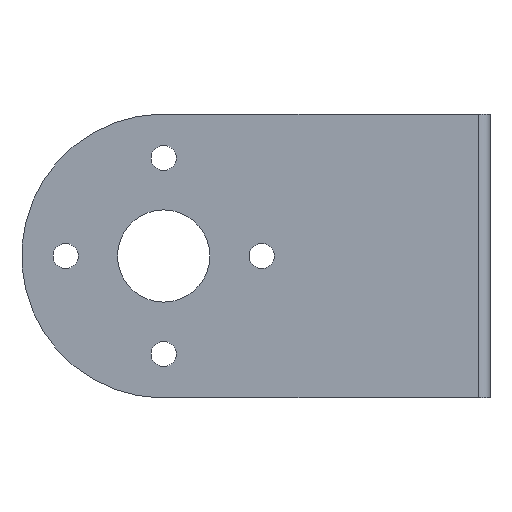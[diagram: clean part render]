
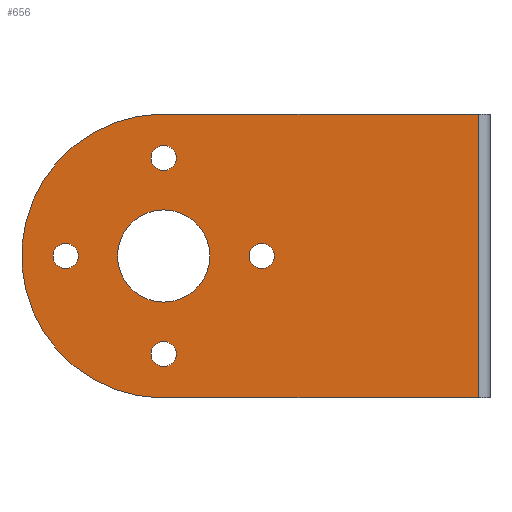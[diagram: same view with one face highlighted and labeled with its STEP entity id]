
A CAD part, left-side view. The second image highlights one B-rep face of the part: STEP entity #656.
In plain terms, the highlighted planar face has unit normal (-1, 0, 0).
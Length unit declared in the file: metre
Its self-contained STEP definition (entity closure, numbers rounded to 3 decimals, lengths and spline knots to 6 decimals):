
#38=FACE_BOUND('',#103,.T.);
#39=FACE_BOUND('',#104,.T.);
#40=FACE_BOUND('',#105,.T.);
#41=FACE_BOUND('',#106,.T.);
#42=FACE_BOUND('',#107,.T.);
#69=FACE_OUTER_BOUND('',#102,.T.);
#102=EDGE_LOOP('',(#471,#472,#473,#474,#475,#476));
#103=EDGE_LOOP('',(#477));
#104=EDGE_LOOP('',(#478));
#105=EDGE_LOOP('',(#479));
#106=EDGE_LOOP('',(#480));
#107=EDGE_LOOP('',(#481));
#168=CIRCLE('',#708,0.01231);
#169=CIRCLE('',#709,0.01231);
#170=CIRCLE('',#710,0.00109);
#171=CIRCLE('',#711,0.00109);
#172=CIRCLE('',#712,0.00109);
#173=CIRCLE('',#713,0.00109);
#174=CIRCLE('',#714,0.004);
#217=LINE('',#1012,#264);
#218=LINE('',#1018,#265);
#219=LINE('',#1022,#266);
#220=LINE('',#1023,#267);
#264=VECTOR('',#798,1.);
#265=VECTOR('',#805,1.);
#266=VECTOR('',#808,1.);
#267=VECTOR('',#809,1.);
#314=VERTEX_POINT('',#1009);
#315=VERTEX_POINT('',#1011);
#316=VERTEX_POINT('',#1015);
#317=VERTEX_POINT('',#1017);
#318=VERTEX_POINT('',#1019);
#319=VERTEX_POINT('',#1021);
#320=VERTEX_POINT('',#1024);
#321=VERTEX_POINT('',#1026);
#322=VERTEX_POINT('',#1028);
#323=VERTEX_POINT('',#1030);
#324=VERTEX_POINT('',#1032);
#376=EDGE_CURVE('',#314,#315,#217,.T.);
#378=EDGE_CURVE('',#314,#316,#168,.T.);
#379=EDGE_CURVE('',#317,#316,#218,.T.);
#380=EDGE_CURVE('',#317,#318,#169,.T.);
#381=EDGE_CURVE('',#318,#319,#219,.T.);
#382=EDGE_CURVE('',#319,#315,#220,.F.);
#383=EDGE_CURVE('',#320,#320,#170,.T.);
#384=EDGE_CURVE('',#321,#321,#171,.T.);
#385=EDGE_CURVE('',#322,#322,#172,.T.);
#386=EDGE_CURVE('',#323,#323,#173,.T.);
#387=EDGE_CURVE('',#324,#324,#174,.T.);
#471=ORIENTED_EDGE('',*,*,#378,.T.);
#472=ORIENTED_EDGE('',*,*,#379,.F.);
#473=ORIENTED_EDGE('',*,*,#380,.T.);
#474=ORIENTED_EDGE('',*,*,#381,.T.);
#475=ORIENTED_EDGE('',*,*,#382,.T.);
#476=ORIENTED_EDGE('',*,*,#376,.F.);
#477=ORIENTED_EDGE('',*,*,#383,.F.);
#478=ORIENTED_EDGE('',*,*,#384,.F.);
#479=ORIENTED_EDGE('',*,*,#385,.F.);
#480=ORIENTED_EDGE('',*,*,#386,.F.);
#481=ORIENTED_EDGE('',*,*,#387,.F.);
#646=PLANE('',#707);
#656=ADVANCED_FACE('',(#69,#38,#39,#40,#41,#42),#646,.F.);
#707=AXIS2_PLACEMENT_3D('',#1014,#801,#802);
#708=AXIS2_PLACEMENT_3D('',#1016,#803,#804);
#709=AXIS2_PLACEMENT_3D('',#1020,#806,#807);
#710=AXIS2_PLACEMENT_3D('',#1025,#810,#811);
#711=AXIS2_PLACEMENT_3D('',#1027,#812,#813);
#712=AXIS2_PLACEMENT_3D('',#1029,#814,#815);
#713=AXIS2_PLACEMENT_3D('',#1031,#816,#817);
#714=AXIS2_PLACEMENT_3D('',#1033,#818,#819);
#798=DIRECTION('',(0.,-1.,0.));
#801=DIRECTION('center_axis',(1.,0.,0.));
#802=DIRECTION('ref_axis',(0.,1.,0.));
#803=DIRECTION('center_axis',(-1.,0.,0.));
#804=DIRECTION('ref_axis',(0.,0.,1.));
#805=DIRECTION('',(0.,0.,1.));
#806=DIRECTION('center_axis',(-1.,0.,0.));
#807=DIRECTION('ref_axis',(0.,0.,1.));
#808=DIRECTION('',(0.,-1.,0.));
#809=DIRECTION('',(0.,0.,-1.));
#810=DIRECTION('center_axis',(-1.,0.,0.));
#811=DIRECTION('ref_axis',(0.,0.,-1.));
#812=DIRECTION('center_axis',(-1.,0.,0.));
#813=DIRECTION('ref_axis',(0.,1.,0.));
#814=DIRECTION('center_axis',(-1.,0.,0.));
#815=DIRECTION('ref_axis',(0.,0.,1.));
#816=DIRECTION('center_axis',(-1.,0.,0.));
#817=DIRECTION('ref_axis',(0.,-1.,0.));
#818=DIRECTION('center_axis',(-1.,0.,0.));
#819=DIRECTION('ref_axis',(0.,0.,1.));
#1009=CARTESIAN_POINT('',(-0.026125,0.028631,0.02461));
#1011=CARTESIAN_POINT('',(-0.026125,0.001,0.02461));
#1012=CARTESIAN_POINT('',(-0.026125,0.05834,0.02461));
#1014=CARTESIAN_POINT('Origin',(-0.026125,0.05834,0.02461));
#1015=CARTESIAN_POINT('',(-0.026125,0.04056,0.013164));
#1016=CARTESIAN_POINT('Origin',(-0.026125,0.02828,0.012305));
#1017=CARTESIAN_POINT('',(-0.026125,0.04056,0.011446));
#1018=CARTESIAN_POINT('',(-0.026125,0.04056,0.));
#1019=CARTESIAN_POINT('',(-0.026125,0.028631,0.));
#1020=CARTESIAN_POINT('Origin',(-0.026125,0.02828,0.012305));
#1021=CARTESIAN_POINT('',(-0.026125,0.001,0.));
#1022=CARTESIAN_POINT('',(-0.026125,0.05834,0.));
#1023=CARTESIAN_POINT('',(-0.026125,0.001,0.02461));
#1024=CARTESIAN_POINT('',(-0.026125,0.02828,0.021895));
#1025=CARTESIAN_POINT('Origin',(-0.026125,0.02828,0.020805));
#1026=CARTESIAN_POINT('',(-0.026125,0.01869,0.012305));
#1027=CARTESIAN_POINT('Origin',(-0.026125,0.01978,0.012305));
#1028=CARTESIAN_POINT('',(-0.026125,0.02828,0.002715));
#1029=CARTESIAN_POINT('Origin',(-0.026125,0.02828,0.003805));
#1030=CARTESIAN_POINT('',(-0.026125,0.03787,0.012305));
#1031=CARTESIAN_POINT('Origin',(-0.026125,0.03678,0.012305));
#1032=CARTESIAN_POINT('',(-0.026125,0.03228,0.012305));
#1033=CARTESIAN_POINT('Origin',(-0.026125,0.02828,0.012305));
